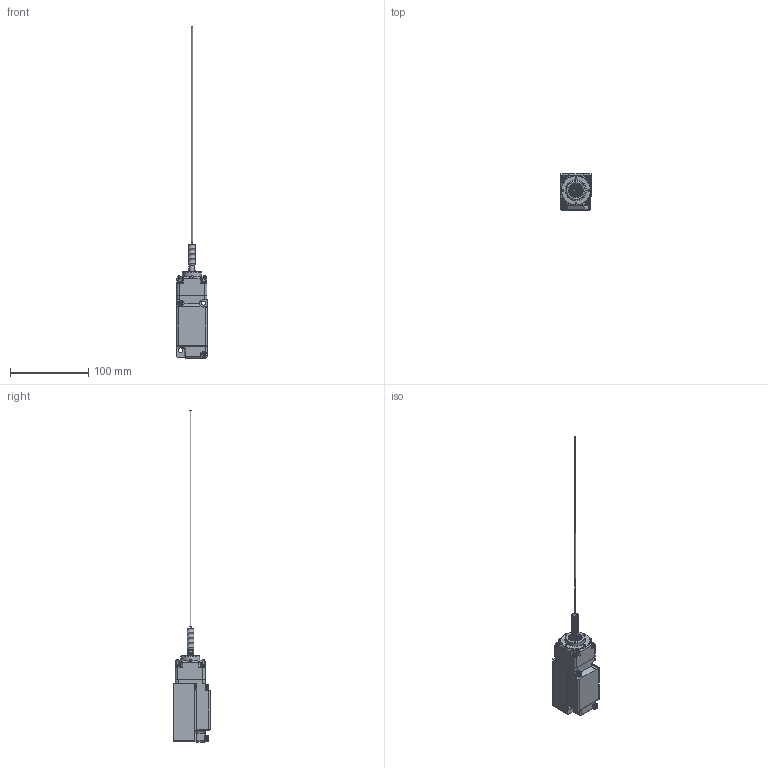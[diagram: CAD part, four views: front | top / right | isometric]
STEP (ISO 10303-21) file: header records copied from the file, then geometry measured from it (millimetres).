
FILE_DESCRIPTION (( 'STEP AP214' ), '1' );
FILE_NAME ('F25BW3.STEP', '2019-08-12T12:16:16', ( '' ), ( '' ), 'SwSTEP 2.0', 'SolidWorks 2018', '' );
FILE_SCHEMA (( 'AUTOMOTIVE_DESIGN' ));
Length unit declared in the file: inch
Products named in the file (1): F25BW3
Bounding box: 38.61 x 45.95 x 423.58 mm (x, y, z)
Volume: 164686.4 mm3; surface area: 51011.6 mm2
Topology: 32 solids, 32 shells, 740 faces, 1764 edges, 1087 vertices
Faces by surface type: cone 273, plane 255, cylinder 138, torus 67, bspline 6, sphere 1
Full cylindrical faces by diameter (mm): 1.6 x1, 1.956 x12, 3.556 x4, 4.496 x4, 4.826 x5, 5.08 x3, 5.842 x2, 5.893 x2, 6.35 x5, 6.604 x4, 6.985 x1, 7.62 x2, 7.671 x2, 7.874 x3, 8.636 x2, 9.398 x1, 10.16 x1, 23.368 x1, 24.282 x1, 26.772 x2, 37.033 x3
Entity records: 33541 total; most frequent: CARTESIAN_POINT 8277, DIRECTION 3151, ORIENTED_EDGE 2824, EDGE_CURVE 1412, AXIS2_PLACEMENT_3D 1234, EDGE_LOOP 1002, VERTEX_POINT 970, FACE_OUTER_BOUND 807
